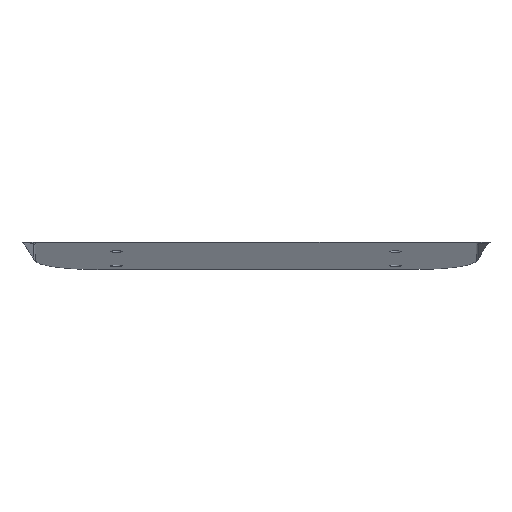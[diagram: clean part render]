
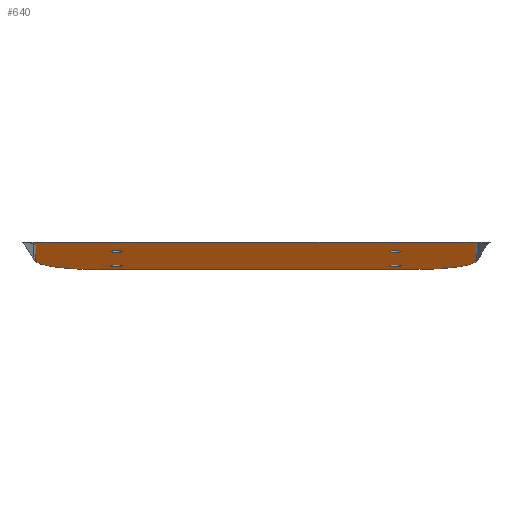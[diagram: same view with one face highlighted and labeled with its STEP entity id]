
A CAD part, front view. The second image highlights one B-rep face of the part: STEP entity #640.
In plain terms, the highlighted planar face has unit normal (0, -0.156, -0.988).
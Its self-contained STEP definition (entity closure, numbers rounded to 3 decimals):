
#64=FACE_BOUND('',#136,.T.);
#65=FACE_BOUND('',#137,.T.);
#66=FACE_BOUND('',#138,.T.);
#67=FACE_BOUND('',#139,.T.);
#90=FACE_OUTER_BOUND('',#135,.T.);
#135=EDGE_LOOP('',(#518,#519,#520,#521,#522,#523,#524,#525));
#136=EDGE_LOOP('',(#526));
#137=EDGE_LOOP('',(#527));
#138=EDGE_LOOP('',(#528));
#139=EDGE_LOOP('',(#529));
#168=ELLIPSE('',#697,35.288,29.);
#170=ELLIPSE('',#702,35.288,29.);
#172=ELLIPSE('',#706,12.837,2.);
#173=ELLIPSE('',#707,12.837,2.);
#175=ELLIPSE('',#712,2.531,2.5);
#176=ELLIPSE('',#713,2.531,2.5);
#177=ELLIPSE('',#714,2.531,2.5);
#178=ELLIPSE('',#715,2.531,2.5);
#184=LINE('',#1005,#233);
#210=LINE('',#1071,#259);
#212=LINE('',#1117,#261);
#214=LINE('',#1163,#263);
#233=VECTOR('',#759,10.);
#259=VECTOR('',#817,10.);
#261=VECTOR('',#829,10.);
#263=VECTOR('',#841,10.);
#282=VERTEX_POINT('',#946);
#288=VERTEX_POINT('',#994);
#309=VERTEX_POINT('',#1064);
#312=VERTEX_POINT('',#1069);
#313=VERTEX_POINT('',#1107);
#315=VERTEX_POINT('',#1113);
#317=VERTEX_POINT('',#1153);
#319=VERTEX_POINT('',#1159);
#322=VERTEX_POINT('',#1223);
#323=VERTEX_POINT('',#1225);
#324=VERTEX_POINT('',#1227);
#325=VERTEX_POINT('',#1229);
#344=EDGE_CURVE('',#288,#282,#184,.T.);
#376=EDGE_CURVE('',#312,#309,#210,.T.);
#379=EDGE_CURVE('',#309,#313,#168,.T.);
#382=EDGE_CURVE('',#313,#315,#212,.T.);
#385=EDGE_CURVE('',#315,#317,#170,.T.);
#388=EDGE_CURVE('',#317,#319,#214,.T.);
#390=EDGE_CURVE('',#319,#288,#172,.T.);
#391=EDGE_CURVE('',#282,#312,#173,.T.);
#395=EDGE_CURVE('',#322,#322,#175,.T.);
#396=EDGE_CURVE('',#323,#323,#176,.T.);
#397=EDGE_CURVE('',#324,#324,#177,.T.);
#398=EDGE_CURVE('',#325,#325,#178,.T.);
#518=ORIENTED_EDGE('',*,*,#390,.F.);
#519=ORIENTED_EDGE('',*,*,#388,.F.);
#520=ORIENTED_EDGE('',*,*,#385,.F.);
#521=ORIENTED_EDGE('',*,*,#382,.F.);
#522=ORIENTED_EDGE('',*,*,#379,.F.);
#523=ORIENTED_EDGE('',*,*,#376,.F.);
#524=ORIENTED_EDGE('',*,*,#391,.F.);
#525=ORIENTED_EDGE('',*,*,#344,.F.);
#526=ORIENTED_EDGE('',*,*,#395,.T.);
#527=ORIENTED_EDGE('',*,*,#396,.T.);
#528=ORIENTED_EDGE('',*,*,#397,.T.);
#529=ORIENTED_EDGE('',*,*,#398,.F.);
#614=PLANE('',#711);
#640=ADVANCED_FACE('',(#90,#64,#65,#66,#67),#614,.T.);
#697=AXIS2_PLACEMENT_3D('',#1111,#822,#823);
#702=AXIS2_PLACEMENT_3D('',#1157,#834,#835);
#706=AXIS2_PLACEMENT_3D('',#1190,#844,#845);
#707=AXIS2_PLACEMENT_3D('',#1216,#846,#847);
#711=AXIS2_PLACEMENT_3D('',#1222,#855,#856);
#712=AXIS2_PLACEMENT_3D('',#1224,#857,#858);
#713=AXIS2_PLACEMENT_3D('',#1226,#859,#860);
#714=AXIS2_PLACEMENT_3D('',#1228,#861,#862);
#715=AXIS2_PLACEMENT_3D('',#1230,#863,#864);
#759=DIRECTION('',(1.,0.,0.));
#817=DIRECTION('',(0.,0.988,-0.156));
#822=DIRECTION('center_axis',(0.,0.156,0.988));
#823=DIRECTION('ref_axis',(0.833,0.547,-0.087));
#829=DIRECTION('',(-1.,0.,0.));
#834=DIRECTION('center_axis',(0.,0.156,0.988));
#835=DIRECTION('ref_axis',(-0.833,0.547,-0.087));
#841=DIRECTION('',(0.,-0.988,0.156));
#844=DIRECTION('center_axis',(0.,-0.156,
-0.988));
#845=DIRECTION('ref_axis',(0.091,-0.984,0.156));
#846=DIRECTION('center_axis',(0.,-0.156,
-0.988));
#847=DIRECTION('ref_axis',(-0.091,-0.984,0.156));
#855=DIRECTION('center_axis',(0.,-0.156,
-0.988));
#856=DIRECTION('ref_axis',(-1.,0.,0.));
#857=DIRECTION('center_axis',(0.,0.156,0.988));
#858=DIRECTION('ref_axis',(0.,0.988,-0.156));
#859=DIRECTION('center_axis',(0.,0.156,0.988));
#860=DIRECTION('ref_axis',(0.,0.988,-0.156));
#861=DIRECTION('center_axis',(0.,0.156,0.988));
#862=DIRECTION('ref_axis',(0.,0.988,-0.156));
#863=DIRECTION('center_axis',(0.,-0.156,
-0.988));
#864=DIRECTION('ref_axis',(0.,0.988,-0.156));
#946=CARTESIAN_POINT('',(246.718,-131.035,-10.917));
#994=CARTESIAN_POINT('',(56.875,-131.035,-10.917));
#1005=CARTESIAN_POINT('',(151.796,-131.035,-10.917));
#1064=CARTESIAN_POINT('',(245.765,-83.122,-18.506));
#1069=CARTESIAN_POINT('',(245.765,-124.722,-11.917));
#1071=CARTESIAN_POINT('',(245.765,-73.223,-20.074));
#1107=CARTESIAN_POINT('',(218.278,-57.939,-22.495));
#1111=CARTESIAN_POINT('Origin',(212.278,-88.62,-17.635));
#1113=CARTESIAN_POINT('',(85.314,-57.939,-22.495));
#1117=CARTESIAN_POINT('',(109.524,-57.939,-22.495));
#1153=CARTESIAN_POINT('',(57.828,-83.122,-18.506));
#1157=CARTESIAN_POINT('Origin',(91.315,-88.62,-17.635));
#1159=CARTESIAN_POINT('',(57.828,-124.722,-11.917));
#1163=CARTESIAN_POINT('',(57.828,-104.54,-15.114));
#1190=CARTESIAN_POINT('Origin',(55.519,-118.486,-12.905));
#1216=CARTESIAN_POINT('Origin',(248.074,-118.486,-12.905));
#1222=CARTESIAN_POINT('Origin',(151.796,-87.38,-17.832));
#1223=CARTESIAN_POINT('',(213.796,-68.456,-20.829));
#1224=CARTESIAN_POINT('Origin',(211.296,-68.456,-20.829));
#1225=CARTESIAN_POINT('',(94.796,-68.256,-20.861));
#1226=CARTESIAN_POINT('Origin',(92.296,-68.256,-20.861));
#1227=CARTESIAN_POINT('',(213.796,-106.856,-14.747));
#1228=CARTESIAN_POINT('Origin',(211.296,-106.856,-14.747));
#1229=CARTESIAN_POINT('',(94.796,-107.056,-14.715));
#1230=CARTESIAN_POINT('Origin',(92.296,-107.056,-14.715));
